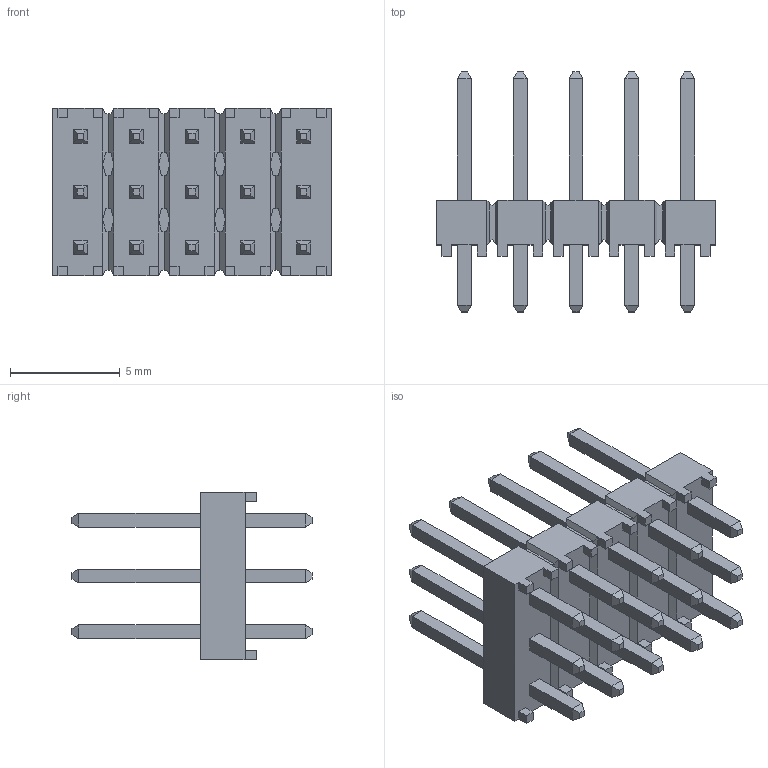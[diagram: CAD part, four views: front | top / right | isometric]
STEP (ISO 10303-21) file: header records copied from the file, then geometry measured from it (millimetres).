
FILE_DESCRIPTION(/* description */ ('STEP AP214'),/* implementation_level */ '2;1');
FILE_NAME(/* name */ 'TSW-105-07-G-T',/* time_stamp */ '2024-05-05T18:37:07+02:00',/* author */ ('License CC BY-ND 4.0'),/* organization */ ('CADENAS'),/* preprocessor_version */ 'ST-DEVELOPER v19.3',/* originating_system */ 'PARTsolutions',/* authorisation */ ' ');
FILE_SCHEMA (('AUTOMOTIVE_DESIGN {1 0 10303 214 3 1 1}'));
Length unit declared in the file: inch
Products named in the file (3): TSW-105-07-G-T; TSW-105-07-G-T_body; T-1S6-07-TSW-1-07-5-T
Assembly tree (2 placements, depth 2):
  TSW-105-07-G-T
    TSW-105-07-G-T_body
    T-1S6-07-TSW-1-07-5-T
Bounding box: 12.7 x 10.92 x 7.62 mm (x, y, z)
Volume: 247.8 mm3; surface area: 936.9 mm2
Topology: 2 solids, 2 shells, 558 faces, 1388 edges, 848 vertices
Faces by surface type: plane 558
Entity records: 16086 total; most frequent: CARTESIAN_POINT 2797, ORIENTED_EDGE 2776, DIRECTION 2510, EDGE_CURVE 1388, LINE 1388, VECTOR 1388, VERTEX_POINT 848, EDGE_LOOP 618
